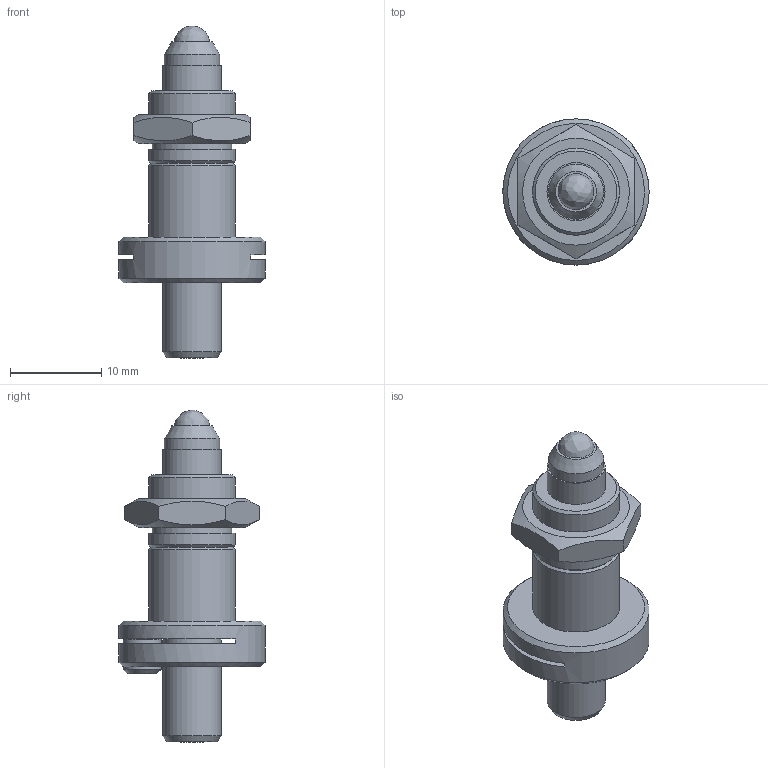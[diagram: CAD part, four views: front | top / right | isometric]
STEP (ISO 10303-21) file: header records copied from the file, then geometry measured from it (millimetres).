
FILE_DESCRIPTION (( 'STEP AP203' ), '1' );
FILE_NAME ('AJS127-0.5H.STEP', '2025-05-13T10:01:48', ( 'Windows User' ), ( 'P R C' ), 'SwSTEP 2.0', 'SolidWorks 2020', '' );
FILE_SCHEMA (( 'CONFIG_CONTROL_DESIGN' ));
Length unit declared in the file: millimetre
Products named in the file (1): AJS127-0.5H
Bounding box: 16 x 16 x 36.33 mm (x, y, z)
Volume: 2636.1 mm3; surface area: 2207.7 mm2
Topology: 1 solids, 4 shells, 91 faces, 226 edges, 145 vertices
Faces by surface type: plane 48, cone 24, cylinder 17, bspline 2
Full cylindrical faces by diameter (mm): 1.499 x1, 2.121 x1, 4.166 x2, 6.038 x1, 6.35 x4, 6.604 x1, 8.738 x1, 9.5 x3, 16 x1
Entity records: 2527 total; most frequent: CARTESIAN_POINT 609, DIRECTION 382, ORIENTED_EDGE 324, EDGE_CURVE 162, AXIS2_PLACEMENT_3D 160, EDGE_LOOP 139, VERTEX_POINT 121, FACE_OUTER_BOUND 106
